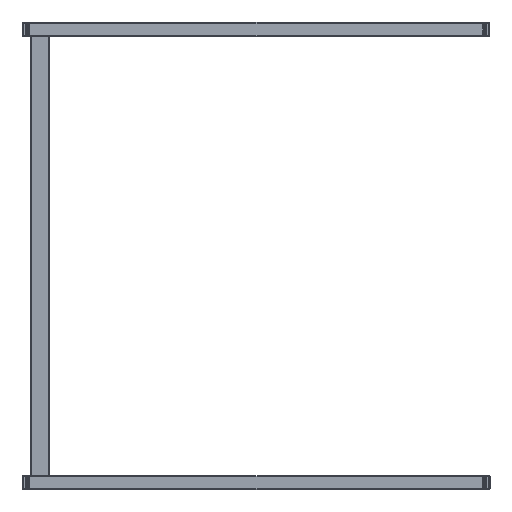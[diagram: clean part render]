
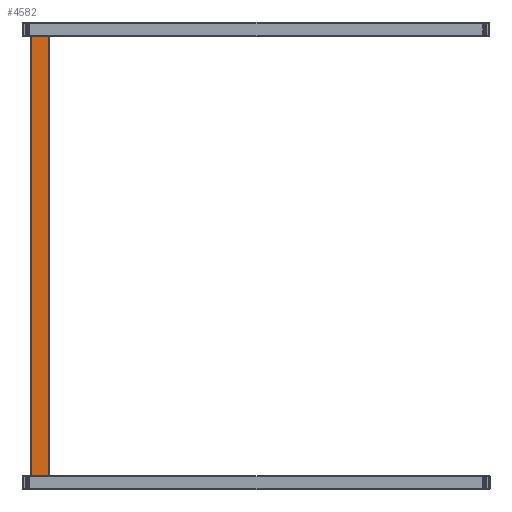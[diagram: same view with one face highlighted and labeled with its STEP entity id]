
A CAD part, left-side view. The second image highlights one B-rep face of the part: STEP entity #4582.
In plain terms, the highlighted planar face has unit normal (-1, 0, 0).
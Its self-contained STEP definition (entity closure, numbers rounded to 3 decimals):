
#56 = VERTEX_POINT ( 'NONE', #1209 ) ;
#174 = CARTESIAN_POINT ( 'NONE',  ( -10., 18.5, -470. ) ) ;
#221 = EDGE_CURVE ( 'NONE', #3506, #1437, #1430, .T. ) ;
#331 = PLANE ( 'NONE',  #2790 ) ;
#403 = EDGE_LOOP ( 'NONE', ( #1533, #2655, #1393, #547 ) ) ;
#438 = VECTOR ( 'NONE', #1824, 1000. ) ;
#494 = LINE ( 'NONE', #1149, #999 ) ;
#547 = ORIENTED_EDGE ( 'NONE', *, *, #2619, .T. ) ;
#999 = VECTOR ( 'NONE', #4651, 1000. ) ;
#1149 = CARTESIAN_POINT ( 'NONE',  ( -10., 18.5, 470. ) ) ;
#1209 = CARTESIAN_POINT ( 'NONE',  ( -10., 18.5, 470. ) ) ;
#1368 = DIRECTION ( 'NONE',  ( 0., -1., 0. ) ) ;
#1393 = ORIENTED_EDGE ( 'NONE', *, *, #5032, .F. ) ;
#1430 = LINE ( 'NONE', #4941, #438 ) ;
#1437 = VERTEX_POINT ( 'NONE', #5018 ) ;
#1510 = DIRECTION ( 'NONE',  ( 0., 0., -1. ) ) ;
#1533 = ORIENTED_EDGE ( 'NONE', *, *, #221, .T. ) ;
#1824 = DIRECTION ( 'NONE',  ( 0., -1., 0. ) ) ;
#2144 = FACE_OUTER_BOUND ( 'NONE', #403, .T. ) ;
#2435 = CARTESIAN_POINT ( 'NONE',  ( -10., -18.5, 470. ) ) ;
#2619 = EDGE_CURVE ( 'NONE', #56, #3506, #494, .T. ) ;
#2655 = ORIENTED_EDGE ( 'NONE', *, *, #3754, .F. ) ;
#2790 = AXIS2_PLACEMENT_3D ( 'NONE', #3486, #4630, #1510 ) ;
#2868 = DIRECTION ( 'NONE',  ( 0., 0., -1. ) ) ;
#3486 = CARTESIAN_POINT ( 'NONE',  ( -10., 18.5, 470. ) ) ;
#3506 = VERTEX_POINT ( 'NONE', #174 ) ;
#3754 = EDGE_CURVE ( 'NONE', #4132, #1437, #4818, .T. ) ;
#4049 = CARTESIAN_POINT ( 'NONE',  ( -10., 18.5, 470. ) ) ;
#4132 = VERTEX_POINT ( 'NONE', #4537 ) ;
#4155 = LINE ( 'NONE', #4049, #4524 ) ;
#4204 = VECTOR ( 'NONE', #2868, 1000. ) ;
#4524 = VECTOR ( 'NONE', #1368, 1000. ) ;
#4537 = CARTESIAN_POINT ( 'NONE',  ( -10., -18.5, 470. ) ) ;
#4582 = ADVANCED_FACE ( 'NONE', ( #2144 ), #331, .F. ) ;
#4630 = DIRECTION ( 'NONE',  ( 1., 0., 0. ) ) ;
#4651 = DIRECTION ( 'NONE',  ( 0., 0., -1. ) ) ;
#4818 = LINE ( 'NONE', #2435, #4204 ) ;
#4941 = CARTESIAN_POINT ( 'NONE',  ( -10., 18.5, -470. ) ) ;
#5018 = CARTESIAN_POINT ( 'NONE',  ( -10., -18.5, -470. ) ) ;
#5032 = EDGE_CURVE ( 'NONE', #56, #4132, #4155, .T. ) ;
